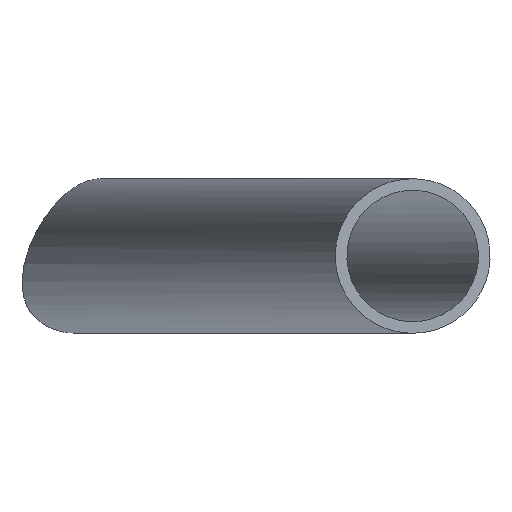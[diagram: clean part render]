
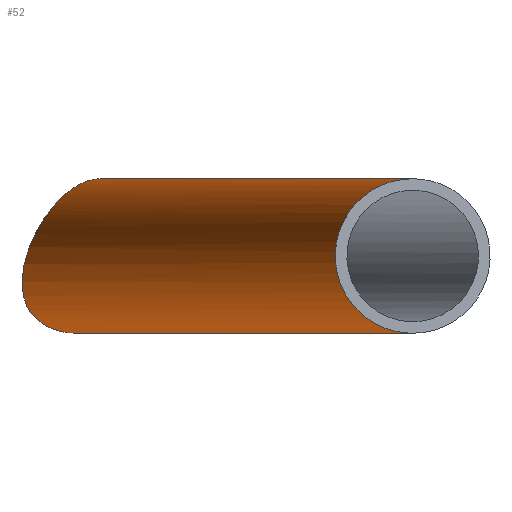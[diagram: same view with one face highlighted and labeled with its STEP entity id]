
A CAD part, left-side view. The second image highlights one B-rep face of the part: STEP entity #52.
In plain terms, the highlighted cylindrical face has radius 10 mm (diameter 20 mm), a partial arc.
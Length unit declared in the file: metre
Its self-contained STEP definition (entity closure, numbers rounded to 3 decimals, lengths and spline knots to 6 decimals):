
#52=ADVANCED_FACE('0:38',(#113),#114,.T.);
#60=EDGE_CURVE('',#126,#122,#127,.F.);
#76=EDGE_CURVE('',#146,#145,#152,.T.);
#80=EDGE_CURVE('',#149,#126,#156,.F.);
#113=FACE_OUTER_BOUND('',#179,.T.);
#114=CYLINDRICAL_SURFACE('',#180,0.01);
#122=VERTEX_POINT('',#189);
#126=VERTEX_POINT('',#208);
#127=B_SPLINE_CURVE_WITH_KNOTS('',5,(#209,#210,#211,#212,#213,#214,#215,#216,#217,#218,#219,#220,#221,#222,#223,#224,#225,#226,#227,#228,#229,#230,#231,#232,#233,#234,#235,#236,#237,#238,#239,#240,#241,#242,#243,#244,#245,#246,#247,#248,#249,#250,#251,#252,#253,#254,#255,#256),.UNSPECIFIED.,.F.,.F.,(6,3,3,3,3,3,3,3,3,3,3,3,3,3,3,6),(0.0,2.770024,6.30752,9.646151,13.428712,18.388934,25.378546,31.135206,36.159804,41.449389,44.911914,47.525758,50.023194,54.647469,59.065147,61.908158),.UNSPECIFIED.);
#145=VERTEX_POINT('',#358);
#146=VERTEX_POINT('',#359);
#149=VERTEX_POINT('',#387);
#152=B_SPLINE_CURVE_WITH_KNOTS('',3,(#414,#415,#416,#417,#418,#419,#420,#421,#422,#423,#424,#425,#426,#427,#428,#429,#430,#431,#432,#433,#434,#435,#436,#437,#438),.UNSPECIFIED.,.F.,.F.,(4,3,3,3,3,3,3,3,4),(0.0,6.045766,12.02852,17.94381,23.823331,29.752211,35.722302,41.773705,44.567495),.UNSPECIFIED.);
#156=B_SPLINE_CURVE_WITH_KNOTS('',5,(#444,#445,#446,#447,#448,#449),.UNSPECIFIED.,.F.,.F.,(6,6),(61.908158,62.799747),.UNSPECIFIED.);
#179=EDGE_LOOP('',(#491,#492,#493,#494,#495));
#180=AXIS2_PLACEMENT_3D('',#496,#497,#498);
#189=CARTESIAN_POINT('',(-1.667395,0.188439,-0.055));
#208=CARTESIAN_POINT('',(-1.68247,0.185613,-0.035006));
#209=CARTESIAN_POINT('',(-1.667395,0.188439,-0.055));
#210=CARTESIAN_POINT('',(-1.667502,0.188816,-0.055));
#211=CARTESIAN_POINT('',(-1.667618,0.18919,-0.054981));
#212=CARTESIAN_POINT('',(-1.667744,0.18956,-0.054943));
#213=CARTESIAN_POINT('',(-1.66806,0.190386,-0.054814));
#214=CARTESIAN_POINT('',(-1.66845,0.191161,-0.054594));
#215=CARTESIAN_POINT('',(-1.668695,0.191573,-0.054445));
#216=CARTESIAN_POINT('',(-1.669227,0.192321,-0.054112));
#217=CARTESIAN_POINT('',(-1.669857,0.192953,-0.053717));
#218=CARTESIAN_POINT('',(-1.670183,0.19323,-0.053515));
#219=CARTESIAN_POINT('',(-1.670917,0.193762,-0.053071));
#220=CARTESIAN_POINT('',(-1.671713,0.194176,-0.052609));
#221=CARTESIAN_POINT('',(-1.67215,0.194367,-0.052361));
#222=CARTESIAN_POINT('',(-1.673178,0.19475,-0.051789));
#223=CARTESIAN_POINT('',(-1.674242,0.195017,-0.051214));
#224=CARTESIAN_POINT('',(-1.674852,0.19514,-0.050889));
#225=CARTESIAN_POINT('',(-1.67633,0.195375,-0.050102));
#226=CARTESIAN_POINT('',(-1.677818,0.195485,-0.049306));
#227=CARTESIAN_POINT('',(-1.678686,0.195515,-0.048835));
#228=CARTESIAN_POINT('',(-1.680263,0.195514,-0.04796));
#229=CARTESIAN_POINT('',(-1.681815,0.195412,-0.047047));
#230=CARTESIAN_POINT('',(-1.682509,0.195347,-0.046626));
#231=CARTESIAN_POINT('',(-1.683792,0.195186,-0.045816));
#232=CARTESIAN_POINT('',(-1.685033,0.194947,-0.044962));
#233=CARTESIAN_POINT('',(-1.685599,0.194819,-0.044552));
#234=CARTESIAN_POINT('',(-1.686733,0.194514,-0.043685));
#235=CARTESIAN_POINT('',(-1.687784,0.194112,-0.042753));
#236=CARTESIAN_POINT('',(-1.688294,0.193877,-0.042256));
#237=CARTESIAN_POINT('',(-1.689074,0.193429,-0.041395));
#238=CARTESIAN_POINT('',(-1.689677,0.192861,-0.040471));
#239=CARTESIAN_POINT('',(-1.689881,0.192614,-0.040095));
#240=CARTESIAN_POINT('',(-1.690156,0.192142,-0.039422));
#241=CARTESIAN_POINT('',(-1.690247,0.191606,-0.038751));
#242=CARTESIAN_POINT('',(-1.690246,0.191366,-0.038467));
#243=CARTESIAN_POINT('',(-1.690163,0.190883,-0.03793));
#244=CARTESIAN_POINT('',(-1.689929,0.190392,-0.037446));
#245=CARTESIAN_POINT('',(-1.689781,0.190155,-0.037226));
#246=CARTESIAN_POINT('',(-1.689281,0.189493,-0.03665));
#247=CARTESIAN_POINT('',(-1.688597,0.188881,-0.036209));
#248=CARTESIAN_POINT('',(-1.688104,0.188507,-0.035973));
#249=CARTESIAN_POINT('',(-1.687087,0.187825,-0.035593));
#250=CARTESIAN_POINT('',(-1.685988,0.187216,-0.035343));
#251=CARTESIAN_POINT('',(-1.685439,0.186934,-0.035246));
#252=CARTESIAN_POINT('',(-1.68452,0.18649,-0.035122));
#253=CARTESIAN_POINT('',(-1.683583,0.186076,-0.035049));
#254=CARTESIAN_POINT('',(-1.683214,0.185918,-0.035028));
#255=CARTESIAN_POINT('',(-1.682842,0.185764,-0.035014));
#256=CARTESIAN_POINT('',(-1.68247,0.185613,-0.035006));
#358=CARTESIAN_POINT('',(-1.873296,0.144966,-0.055));
#359=CARTESIAN_POINT('',(-1.873296,0.144966,-0.035));
#387=CARTESIAN_POINT('',(-1.681884,0.18538,-0.035));
#414=CARTESIAN_POINT('',(-1.873296,0.144966,-0.035));
#415=CARTESIAN_POINT('',(-1.873433,0.146384,-0.035));
#416=CARTESIAN_POINT('',(-1.87357,0.147802,-0.035305));
#417=CARTESIAN_POINT('',(-1.873696,0.149096,-0.03589));
#418=CARTESIAN_POINT('',(-1.87382,0.150376,-0.036468));
#419=CARTESIAN_POINT('',(-1.873932,0.151533,-0.03732));
#420=CARTESIAN_POINT('',(-1.874022,0.152467,-0.038373));
#421=CARTESIAN_POINT('',(-1.874111,0.153389,-0.039414));
#422=CARTESIAN_POINT('',(-1.874179,0.154093,-0.040651));
#423=CARTESIAN_POINT('',(-1.87422,0.154514,-0.04198));
#424=CARTESIAN_POINT('',(-1.874261,0.154933,-0.0433));
#425=CARTESIAN_POINT('',(-1.874274,0.155073,-0.044709));
#426=CARTESIAN_POINT('',(-1.87426,0.154922,-0.046087));
#427=CARTESIAN_POINT('',(-1.874245,0.15477,-0.047476));
#428=CARTESIAN_POINT('',(-1.874202,0.154323,-0.048831));
#429=CARTESIAN_POINT('',(-1.874133,0.153619,-0.050036));
#430=CARTESIAN_POINT('',(-1.874065,0.15291,-0.05125));
#431=CARTESIAN_POINT('',(-1.873971,0.151943,-0.05231));
#432=CARTESIAN_POINT('',(-1.873861,0.150802,-0.053127));
#433=CARTESIAN_POINT('',(-1.873749,0.149646,-0.053955));
#434=CARTESIAN_POINT('',(-1.87362,0.148313,-0.054531));
#435=CARTESIAN_POINT('',(-1.873485,0.14692,-0.054808));
#436=CARTESIAN_POINT('',(-1.873423,0.146277,-0.054936));
#437=CARTESIAN_POINT('',(-1.873359,0.145621,-0.055));
#438=CARTESIAN_POINT('',(-1.873296,0.144966,-0.055));
#444=CARTESIAN_POINT('',(-1.68247,0.185613,-0.035006));
#445=CARTESIAN_POINT('',(-1.682353,0.185566,-0.035004));
#446=CARTESIAN_POINT('',(-1.682236,0.185519,-0.035002));
#447=CARTESIAN_POINT('',(-1.682119,0.185472,-0.035001));
#448=CARTESIAN_POINT('',(-1.682002,0.185426,-0.035));
#449=CARTESIAN_POINT('',(-1.681884,0.18538,-0.035));
#491=ORIENTED_EDGE('',*,*,#530,.T.);
#492=ORIENTED_EDGE('',*,*,#80,.T.);
#493=ORIENTED_EDGE('',*,*,#60,.T.);
#494=ORIENTED_EDGE('',*,*,#531,.T.);
#495=ORIENTED_EDGE('',*,*,#76,.F.);
#496=CARTESIAN_POINT('',(-1.766648,0.167483,-0.045));
#497=DIRECTION('',(-0.978,-0.207,0.0));
#498=DIRECTION('',(0.,0.,1.0));
#530=EDGE_CURVE('',#146,#149,#544,.T.);
#531=EDGE_CURVE('',#122,#145,#545,.T.);
#544=LINE('',#562,#563);
#545=LINE('',#564,#565);
#562=CARTESIAN_POINT('',(-1.766648,0.167483,-0.035));
#563=VECTOR('',#575,1.0);
#564=CARTESIAN_POINT('',(-1.766648,0.167483,-0.055));
#565=VECTOR('',#576,1.0);
#575=DIRECTION('',(0.978,0.207,-0.0));
#576=DIRECTION('',(-0.978,-0.207,0.0));
